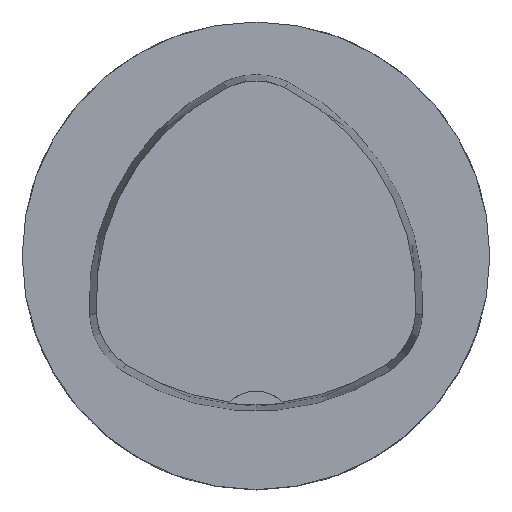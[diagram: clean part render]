
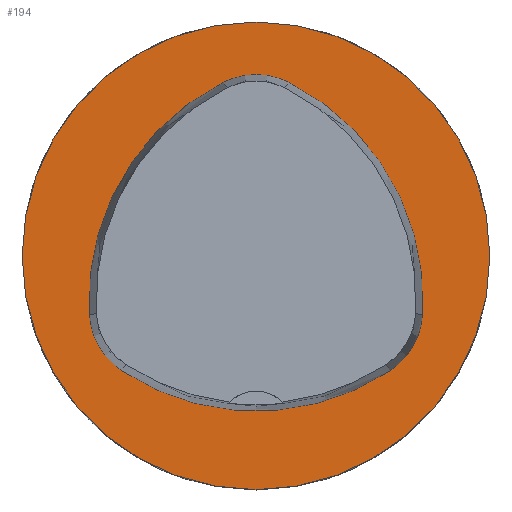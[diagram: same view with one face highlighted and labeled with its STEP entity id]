
A CAD part, top view. The second image highlights one B-rep face of the part: STEP entity #194.
In plain terms, the highlighted planar face has unit normal (0, 0, 1).
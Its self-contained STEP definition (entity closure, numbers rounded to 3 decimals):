
#194=ADVANCED_FACE('',(#242,#243),#224,.T.);
#224=PLANE('',#544);
#242=FACE_BOUND('',#262,.T.);
#243=FACE_BOUND('',#263,.T.);
#262=EDGE_LOOP('',(#304));
#263=EDGE_LOOP('',(#305,#306,#307,#308,#309,#310));
#304=ORIENTED_EDGE('',*,*,#456,.F.);
#305=ORIENTED_EDGE('',*,*,#457,.T.);
#306=ORIENTED_EDGE('',*,*,#458,.T.);
#307=ORIENTED_EDGE('',*,*,#459,.T.);
#308=ORIENTED_EDGE('',*,*,#460,.T.);
#309=ORIENTED_EDGE('',*,*,#461,.T.);
#310=ORIENTED_EDGE('',*,*,#462,.T.);
#416=VERTEX_POINT('',#749);
#417=VERTEX_POINT('',#751);
#418=VERTEX_POINT('',#752);
#419=VERTEX_POINT('',#754);
#420=VERTEX_POINT('',#756);
#421=VERTEX_POINT('',#758);
#422=VERTEX_POINT('',#760);
#456=EDGE_CURVE('',#416,#416,#512,.T.);
#457=EDGE_CURVE('',#417,#418,#513,.T.);
#458=EDGE_CURVE('',#418,#419,#514,.T.);
#459=EDGE_CURVE('',#419,#420,#515,.T.);
#460=EDGE_CURVE('',#420,#421,#516,.T.);
#461=EDGE_CURVE('',#421,#422,#517,.T.);
#462=EDGE_CURVE('',#422,#417,#518,.T.);
#512=CIRCLE('',#537,50.0);
#513=CIRCLE('',#538,15.5);
#514=CIRCLE('',#539,52.0);
#515=CIRCLE('',#540,15.5);
#516=CIRCLE('',#541,52.0);
#517=CIRCLE('',#542,15.5);
#518=CIRCLE('',#543,52.0);
#537=AXIS2_PLACEMENT_3D('',#748,#601,#602);
#538=AXIS2_PLACEMENT_3D('',#750,#603,#604);
#539=AXIS2_PLACEMENT_3D('',#753,#605,#606);
#540=AXIS2_PLACEMENT_3D('',#755,#607,#608);
#541=AXIS2_PLACEMENT_3D('',#757,#609,#610);
#542=AXIS2_PLACEMENT_3D('',#759,#611,#612);
#543=AXIS2_PLACEMENT_3D('',#761,#613,#614);
#544=AXIS2_PLACEMENT_3D('',#762,#615,#616);
#601=DIRECTION('',(0.0,0.0,-1.0));
#602=DIRECTION('',(-1.0,0.0,0.0));
#603=DIRECTION('',(0.0,0.0,-1.0));
#604=DIRECTION('',(-0.5,0.866,0.0));
#605=DIRECTION('',(0.0,0.0,-1.0));
#606=DIRECTION('',(-0.5,0.866,0.0));
#607=DIRECTION('',(0.0,0.0,-1.0));
#608=DIRECTION('',(-0.5,0.866,0.0));
#609=DIRECTION('',(0.0,0.0,-1.0));
#610=DIRECTION('',(-0.5,0.866,0.0));
#611=DIRECTION('',(0.0,0.0,-1.0));
#612=DIRECTION('',(-0.5,0.866,0.0));
#613=DIRECTION('',(0.0,0.0,-1.0));
#614=DIRECTION('',(-0.5,0.866,0.0));
#615=DIRECTION('',(0.0,0.0,1.0));
#616=DIRECTION('',(-1.0,0.0,0.0));
#748=CARTESIAN_POINT('',(0.0,0.0,0.0));
#749=CARTESIAN_POINT('',(-50.0,0.0,0.0));
#750=CARTESIAN_POINT('',(20.135,-11.625,0.));
#751=CARTESIAN_POINT('',(35.607,-12.566,0.));
#752=CARTESIAN_POINT('',(28.686,-24.553,0.0));
#753=CARTESIAN_POINT('',(0.,18.819,0.));
#754=CARTESIAN_POINT('',(-28.686,-24.553,0.));
#755=CARTESIAN_POINT('',(-20.135,-11.625,0.));
#756=CARTESIAN_POINT('',(-35.607,-12.566,0.));
#757=CARTESIAN_POINT('',(16.298,-9.409,0.));
#758=CARTESIAN_POINT('',(-6.921,37.119,0.));
#759=CARTESIAN_POINT('',(0.,23.25,0.));
#760=CARTESIAN_POINT('',(6.921,37.119,0.));
#761=CARTESIAN_POINT('',(-16.298,-9.409,0.));
#762=CARTESIAN_POINT('',(0.0,0.0,0.0));
